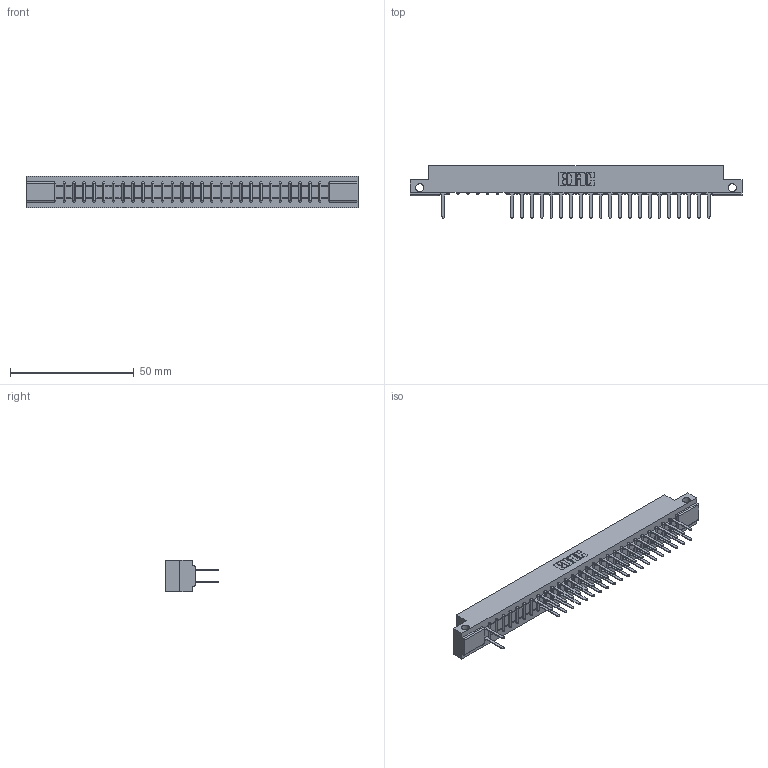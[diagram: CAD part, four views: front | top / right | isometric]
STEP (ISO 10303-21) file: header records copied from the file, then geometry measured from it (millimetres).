
FILE_DESCRIPTION (( 'STEP AP203' ), '1' );
FILE_NAME ('307-056-522-212.STEP', '2018-08-06T06:40:13', ( '' ), ( '' ), 'SwSTEP 2.0', 'SolidWorks 2016', '' );
FILE_SCHEMA (( 'CONFIG_CONTROL_DESIGN' ));
Length unit declared in the file: inch
Products named in the file (3): 307 Part_.128 Dia Side Mounting Holes; 307-290-001_522; 307-056-522-212
Assembly tree (44 placements, depth 2):
  307-056-522-212
    307 Part_.128 Dia Side Mounting Holes
    307-290-001_522  x43
Bounding box: 133.96 x 21.11 x 12.7 mm (x, y, z)
Volume: 13928 mm3; surface area: 16108.3 mm2
Topology: 44 solids, 44 shells, 2255 faces, 6329 edges, 4082 vertices
Faces by surface type: plane 1481, cylinder 716, sphere 58
Entity records: 26180 total; most frequent: CARTESIAN_POINT 4339, ORIENTED_EDGE 4310, DIRECTION 4243, EDGE_CURVE 2155, LINE 1647, VECTOR 1647, VERTEX_POINT 1394, AXIS2_PLACEMENT_3D 1298
